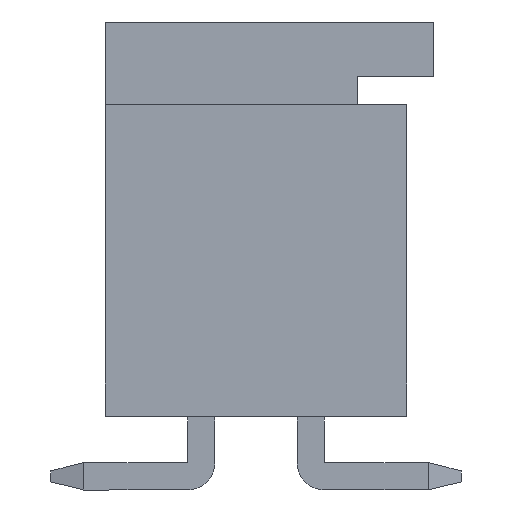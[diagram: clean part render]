
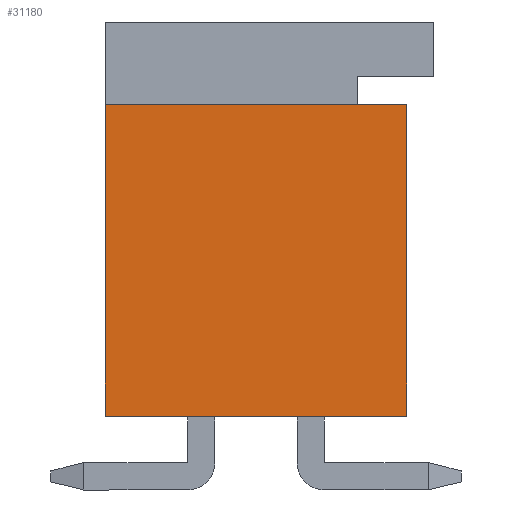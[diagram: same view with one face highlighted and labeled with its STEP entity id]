
A CAD part, front view. The second image highlights one B-rep face of the part: STEP entity #31180.
In plain terms, the highlighted face is planar.
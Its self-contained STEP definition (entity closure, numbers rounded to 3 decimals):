
#1916=ORIENTED_EDGE('',*,*,#7683,.F.);
#1917=ORIENTED_EDGE('',*,*,#6745,.F.);
#1918=ORIENTED_EDGE('',*,*,#7684,.T.);
#1919=ORIENTED_EDGE('',*,*,#7685,.T.);
#6745=EDGE_CURVE('',#9927,#9928,#11877,.T.);
#7683=EDGE_CURVE('',#9928,#10506,#12815,.T.);
#7684=EDGE_CURVE('',#9927,#10507,#12816,.T.);
#7685=EDGE_CURVE('',#10507,#10506,#12817,.T.);
#9927=VERTEX_POINT('',#39810);
#9928=VERTEX_POINT('',#39812);
#10506=VERTEX_POINT('',#41652);
#10507=VERTEX_POINT('',#41654);
#11877=LINE('',#39811,#14979);
#12815=LINE('',#41651,#15917);
#12816=LINE('',#41653,#15918);
#12817=LINE('',#41655,#15919);
#14979=VECTOR('',#33825,1000.);
#15917=VECTOR('',#35411,1000.);
#15918=VECTOR('',#35412,1000.);
#15919=VECTOR('',#35413,1000.);
#18285=EDGE_LOOP('',(#1916,#1917,#1918,#1919));
#19647=FACE_BOUND('',#18285,.T.);
#20970=PLANE('',#32468);
#31180=ADVANCED_FACE('',(#19647),#20970,.T.);
#32468=AXIS2_PLACEMENT_3D('',#41650,#35409,#35410);
#33825=DIRECTION('',(0.,1.,0.));
#35409=DIRECTION('',(1.,0.,0.));
#35410=DIRECTION('',(0.,0.,-1.));
#35411=DIRECTION('',(0.,0.,-1.));
#35412=DIRECTION('',(0.,0.,-1.));
#35413=DIRECTION('',(0.,1.,0.));
#39810=CARTESIAN_POINT('',(23.625,-2.75,2.85));
#39811=CARTESIAN_POINT('',(23.625,-2.75,2.85));
#39812=CARTESIAN_POINT('',(23.625,2.75,2.85));
#41650=CARTESIAN_POINT('',(23.625,-2.75,2.85));
#41651=CARTESIAN_POINT('',(23.625,2.75,2.85));
#41652=CARTESIAN_POINT('',(23.625,2.75,-2.85));
#41653=CARTESIAN_POINT('',(23.625,-2.75,2.85));
#41654=CARTESIAN_POINT('',(23.625,-2.75,-2.85));
#41655=CARTESIAN_POINT('',(23.625,-2.75,-2.85));
